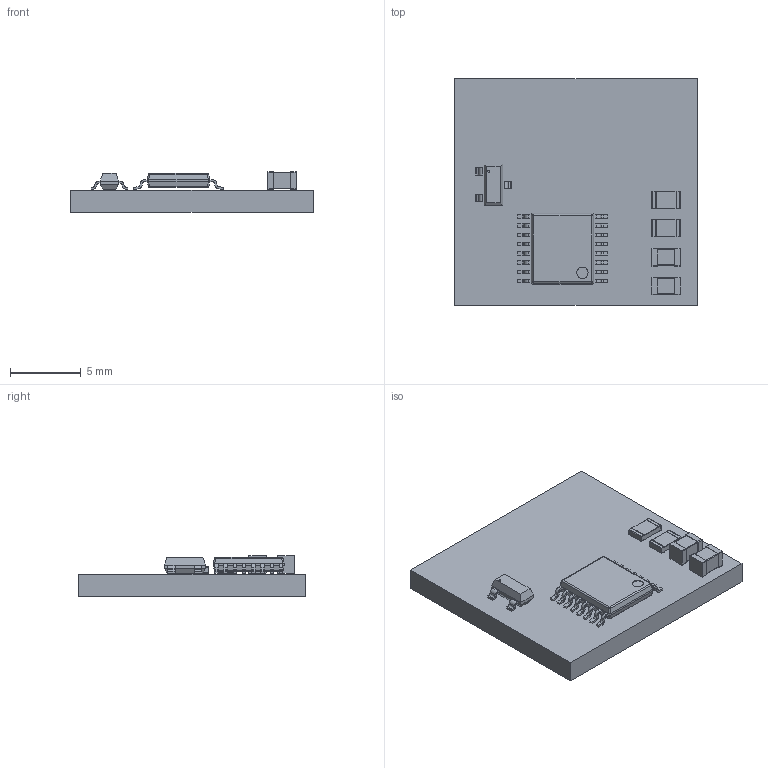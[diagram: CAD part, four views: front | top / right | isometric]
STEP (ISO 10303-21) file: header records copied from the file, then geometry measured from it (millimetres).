
FILE_DESCRIPTION(('KiCad electronic assembly'),'2;1');
FILE_NAME('ADS1219.step','2023-06-19T19:45:20',('Pcbnew'),('Kicad'), 'Open CASCADE STEP processor 7.6','KiCad to STEP converter','Unknown' );
FILE_SCHEMA(('AUTOMOTIVE_DESIGN { 1 0 10303 214 1 1 1 1 }'));
Length unit declared in the file: millimetre
Products named in the file (10): ADS1219 1; PW0016A; COMPOUND; SOT-23_ONS; C_0805_2012Metric; SOLID; R_0805_2012Metric; ADS1219 PCB
Assembly tree (11 placements, depth 3):
  ADS1219 1
    PW0016A
      COMPOUND
    SOT-23_ONS
      COMPOUND
    C_0805_2012Metric  x2
      SOLID
    R_0805_2012Metric  x2
      SOLID
    ADS1219 PCB
Bounding box: 17.1 x 16 x 2.88 mm (x, y, z)
Volume: 465.8 mm3; surface area: 787 mm2
Topology: 27 solids, 27 shells, 442 faces, 1109 edges, 726 vertices
Faces by surface type: plane 295, cylinder 139, sphere 8
Full cylindrical faces by diameter (mm): 0.145 x1
Entity records: 26584 total; most frequent: CARTESIAN_POINT 5736, DIRECTION 3773, LINE 2430, VECTOR 2430, ORIENTED_EDGE 1938, PCURVE 1938, DEFINITIONAL_REPRESENTATION 1938, EDGE_CURVE 969
